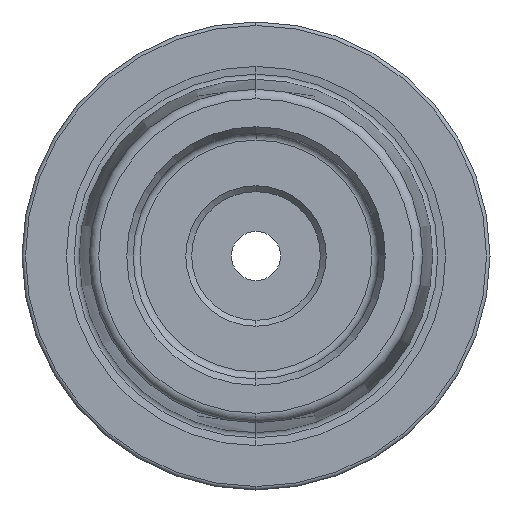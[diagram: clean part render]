
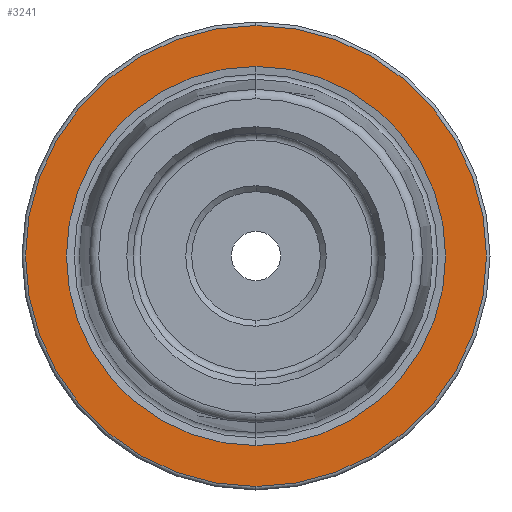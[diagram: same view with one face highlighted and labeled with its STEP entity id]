
A CAD part, left-side view. The second image highlights one B-rep face of the part: STEP entity #3241.
In plain terms, the highlighted planar face has unit normal (-1, 0, 0).
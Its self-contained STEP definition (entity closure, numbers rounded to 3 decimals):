
#359 = EDGE_CURVE ( 'NONE', #3290, #1784, #422, .T. ) ;
#406 = AXIS2_PLACEMENT_3D ( 'NONE', #3113, #1536, #3394 ) ;
#422 = CIRCLE ( 'NONE', #738, 19.7 ) ;
#621 = EDGE_LOOP ( 'NONE', ( #1974, #1351 ) ) ;
#738 = AXIS2_PLACEMENT_3D ( 'NONE', #3018, #2982, #2947 ) ;
#1055 = CIRCLE ( 'NONE', #3490, 16.207 ) ;
#1172 = VERTEX_POINT ( 'NONE', #2048 ) ;
#1324 = PLANE ( 'NONE',  #2916 ) ;
#1334 = VERTEX_POINT ( 'NONE', #1956 ) ;
#1336 = FACE_BOUND ( 'NONE', #621, .T. ) ;
#1351 = ORIENTED_EDGE ( 'NONE', *, *, #3072, .F. ) ;
#1355 = CARTESIAN_POINT ( 'NONE',  ( 0., 0., -19.7 ) ) ;
#1497 = CARTESIAN_POINT ( 'NONE',  ( 0., 0., 0. ) ) ;
#1518 = CARTESIAN_POINT ( 'NONE',  ( 0., 0., 0. ) ) ;
#1536 = DIRECTION ( 'NONE',  ( -1., 0., 0. ) ) ;
#1599 = DIRECTION ( 'NONE',  ( 1., 0., 0. ) ) ;
#1713 = CARTESIAN_POINT ( 'NONE',  ( 0., 0., 19.7 ) ) ;
#1756 = DIRECTION ( 'NONE',  ( 0., 0., 1. ) ) ;
#1781 = DIRECTION ( 'NONE',  ( 0., 0., 1. ) ) ;
#1784 = VERTEX_POINT ( 'NONE', #1713 ) ;
#1847 = CIRCLE ( 'NONE', #2588, 19.7 ) ;
#1956 = CARTESIAN_POINT ( 'NONE',  ( 0., 0., -16.207 ) ) ;
#1974 = ORIENTED_EDGE ( 'NONE', *, *, #2693, .F. ) ;
#2048 = CARTESIAN_POINT ( 'NONE',  ( 0., 0., 16.207 ) ) ;
#2131 = ORIENTED_EDGE ( 'NONE', *, *, #359, .T. ) ;
#2460 = CIRCLE ( 'NONE', #406, 16.207 ) ;
#2588 = AXIS2_PLACEMENT_3D ( 'NONE', #1497, #3343, #1756 ) ;
#2638 = CARTESIAN_POINT ( 'NONE',  ( 0., 19.7, 0. ) ) ;
#2643 = EDGE_CURVE ( 'NONE', #1784, #3290, #1847, .T. ) ;
#2693 = EDGE_CURVE ( 'NONE', #1172, #1334, #1055, .T. ) ;
#2916 = AXIS2_PLACEMENT_3D ( 'NONE', #2638, #1599, #3452 ) ;
#2947 = DIRECTION ( 'NONE',  ( 0., 0., 1. ) ) ;
#2982 = DIRECTION ( 'NONE',  ( -1., 0., 0. ) ) ;
#3014 = EDGE_LOOP ( 'NONE', ( #3469, #2131 ) ) ;
#3018 = CARTESIAN_POINT ( 'NONE',  ( 0., 0., 0. ) ) ;
#3072 = EDGE_CURVE ( 'NONE', #1334, #1172, #2460, .T. ) ;
#3113 = CARTESIAN_POINT ( 'NONE',  ( 0., 0., 0. ) ) ;
#3241 = ADVANCED_FACE ( 'NONE', ( #1336, #3364 ), #1324, .F. ) ;
#3290 = VERTEX_POINT ( 'NONE', #1355 ) ;
#3343 = DIRECTION ( 'NONE',  ( -1., 0., 0. ) ) ;
#3364 = FACE_OUTER_BOUND ( 'NONE', #3014, .T. ) ;
#3369 = DIRECTION ( 'NONE',  ( -1., 0., 0. ) ) ;
#3394 = DIRECTION ( 'NONE',  ( 0., 0., 1. ) ) ;
#3452 = DIRECTION ( 'NONE',  ( 0., 0., -1. ) ) ;
#3469 = ORIENTED_EDGE ( 'NONE', *, *, #2643, .T. ) ;
#3490 = AXIS2_PLACEMENT_3D ( 'NONE', #1518, #3369, #1781 ) ;
